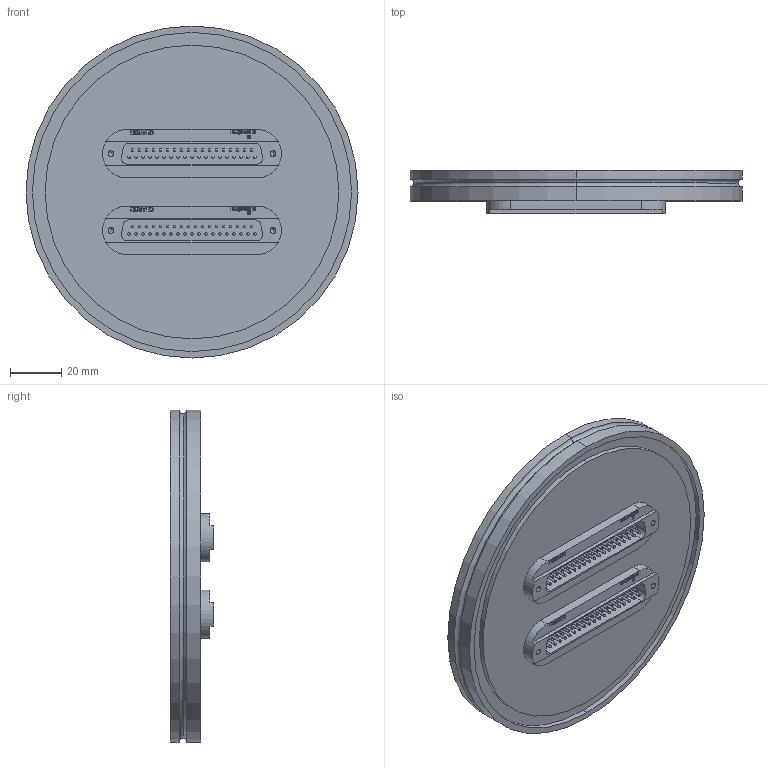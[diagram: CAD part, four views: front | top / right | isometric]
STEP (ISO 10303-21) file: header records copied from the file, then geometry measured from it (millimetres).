
FILE_DESCRIPTION (( 'STEP AP214' ), '1' );
FILE_NAME ('210-D37-ISO100-2.step', '2025-02-17T20:27:52', ( '' ), ( '' ), 'SwSTEP 2.0', 'SolidWorks 2022', '' );
FILE_SCHEMA (( 'AUTOMOTIVE_DESIGN' ));
Length unit declared in the file: millimetre
Products named in the file (5): 9210-D37-ISO100-2_DN100 ISO-K; 218-D9-37-SS_218-D37-SS; 9210-PIN-FENI_Pin vergoldet; 9218-D9-37-SS-V22_37pin 1mm beschr. allectra; 210-D37-ISO100-2
Assembly tree (41 placements, depth 3):
  210-D37-ISO100-2
    9210-D37-ISO100-2_DN100 ISO-K
    218-D9-37-SS_218-D37-SS  x2
      9218-D9-37-SS-V22_37pin 1mm beschr. allectra
      9210-PIN-FENI_Pin vergoldet
Bounding box: 130 x 17 x 130 mm (x, y, z)
Volume: 147027.9 mm3; surface area: 52705 mm2
Topology: 77 solids, 77 shells, 964 faces, 2700 edges, 1782 vertices
Faces by surface type: cylinder 444, plane 294, sphere 148, bspline 54, cone 16, torus 8
Entity records: 13329 total; most frequent: CARTESIAN_POINT 3726, DIRECTION 1953, ORIENTED_EDGE 1874, EDGE_CURVE 937, AXIS2_PLACEMENT_3D 699, VERTEX_POINT 620, LINE 555, VECTOR 555
